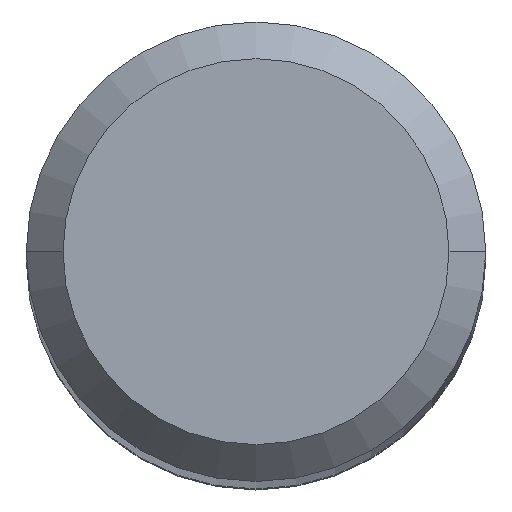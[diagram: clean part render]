
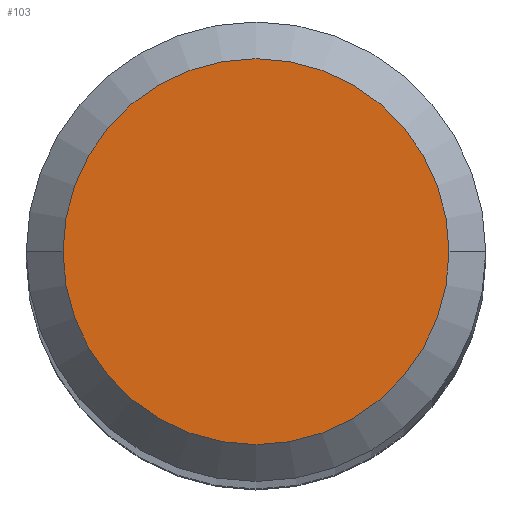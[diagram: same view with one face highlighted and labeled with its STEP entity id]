
A CAD part, top view. The second image highlights one B-rep face of the part: STEP entity #103.
In plain terms, the highlighted planar face has unit normal (0, 0, 1).
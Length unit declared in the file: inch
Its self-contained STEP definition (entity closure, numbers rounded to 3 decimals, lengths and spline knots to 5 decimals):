
#15 = AXIS2_PLACEMENT_3D ( 'NONE', #113, #347, #21 ) ;
#20 = FACE_OUTER_BOUND ( 'NONE', #104, .T. ) ;
#21 = DIRECTION ( 'NONE',  ( 1., 0., 0. ) ) ;
#24 = ORIENTED_EDGE ( 'NONE', *, *, #128, .T. ) ;
#27 = AXIS2_PLACEMENT_3D ( 'NONE', #36, #33, #173 ) ;
#28 = DIRECTION ( 'NONE',  ( 0., 0., 1. ) ) ;
#33 = DIRECTION ( 'NONE',  ( 0., 0., 1. ) ) ;
#36 = CARTESIAN_POINT ( 'NONE',  ( 0., 0., 2. ) ) ;
#40 = CARTESIAN_POINT ( 'NONE',  ( -0.07875, 0., 2. ) ) ;
#53 = CARTESIAN_POINT ( 'NONE',  ( 0., 0., 2. ) ) ;
#95 = DIRECTION ( 'NONE',  ( 1., 0., 0. ) ) ;
#98 = CIRCLE ( 'NONE', #27, 0.07875 ) ;
#101 = VERTEX_POINT ( 'NONE', #282 ) ;
#103 = ADVANCED_FACE ( 'NONE', ( #20 ), #373, .T. ) ;
#104 = EDGE_LOOP ( 'NONE', ( #24, #137 ) ) ;
#113 = CARTESIAN_POINT ( 'NONE',  ( 0., 0., 2. ) ) ;
#117 = CIRCLE ( 'NONE', #356, 0.07875 ) ;
#128 = EDGE_CURVE ( 'NONE', #278, #101, #117, .T. ) ;
#137 = ORIENTED_EDGE ( 'NONE', *, *, #138, .T. ) ;
#138 = EDGE_CURVE ( 'NONE', #101, #278, #98, .T. ) ;
#173 = DIRECTION ( 'NONE',  ( 1., 0., 0. ) ) ;
#278 = VERTEX_POINT ( 'NONE', #40 ) ;
#282 = CARTESIAN_POINT ( 'NONE',  ( 0.07875, 0., 2. ) ) ;
#347 = DIRECTION ( 'NONE',  ( 0., 0., 1. ) ) ;
#356 = AXIS2_PLACEMENT_3D ( 'NONE', #53, #28, #95 ) ;
#373 = PLANE ( 'NONE',  #15 ) ;
